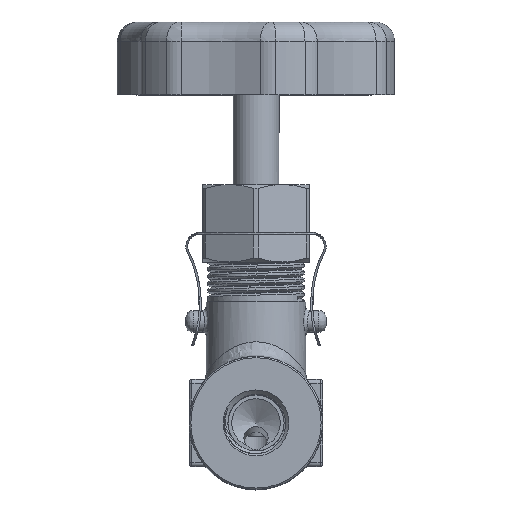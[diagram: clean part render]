
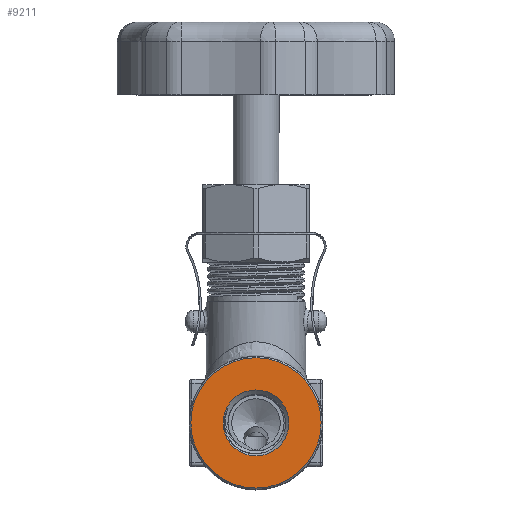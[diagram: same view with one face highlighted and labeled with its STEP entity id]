
A CAD part, top view. The second image highlights one B-rep face of the part: STEP entity #9211.
In plain terms, the highlighted planar face has unit normal (0, 0, 1).
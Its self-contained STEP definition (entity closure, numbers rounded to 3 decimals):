
#249=FACE_BOUND('',#1774,.T.);
#341=PLANE('',#10083);
#536=CIRCLE('',#9890,6.8);
#537=CIRCLE('',#9891,6.8);
#635=CIRCLE('',#10084,13.45);
#636=CIRCLE('',#10085,13.45);
#1220=FACE_OUTER_BOUND('',#1773,.T.);
#1773=EDGE_LOOP('',(#6994,#6995));
#1774=EDGE_LOOP('',(#6996,#6997));
#3675=VERTEX_POINT('',#24941);
#3676=VERTEX_POINT('',#24943);
#3867=VERTEX_POINT('',#30920);
#3868=VERTEX_POINT('',#30921);
#4691=EDGE_CURVE('',#3676,#3675,#536,.T.);
#4692=EDGE_CURVE('',#3675,#3676,#537,.T.);
#4994=EDGE_CURVE('',#3867,#3868,#635,.T.);
#4995=EDGE_CURVE('',#3868,#3867,#636,.T.);
#6994=ORIENTED_EDGE('',*,*,#4994,.F.);
#6995=ORIENTED_EDGE('',*,*,#4995,.F.);
#6996=ORIENTED_EDGE('',*,*,#4691,.T.);
#6997=ORIENTED_EDGE('',*,*,#4692,.T.);
#9211=ADVANCED_FACE('',(#1220,#249),#341,.T.);
#9890=AXIS2_PLACEMENT_3D('',#24944,#11081,#11082);
#9891=AXIS2_PLACEMENT_3D('',#24945,#11083,#11084);
#10083=AXIS2_PLACEMENT_3D('',#30919,#11631,#11632);
#10084=AXIS2_PLACEMENT_3D('',#30922,#11633,#11634);
#10085=AXIS2_PLACEMENT_3D('',#30923,#11635,#11636);
#11081=DIRECTION('center_axis',(0.,0.,-1.));
#11082=DIRECTION('ref_axis',(0.,-1.,0.));
#11083=DIRECTION('center_axis',(0.,0.,-1.));
#11084=DIRECTION('ref_axis',(0.,-1.,0.));
#11631=DIRECTION('center_axis',(0.,0.,1.));
#11632=DIRECTION('ref_axis',(1.,0.,0.));
#11633=DIRECTION('center_axis',(0.,0.,-1.));
#11634=DIRECTION('ref_axis',(1.,0.,0.));
#11635=DIRECTION('center_axis',(0.,0.,-1.));
#11636=DIRECTION('ref_axis',(1.,0.,0.));
#24941=CARTESIAN_POINT('',(0.,6.8,29.5));
#24943=CARTESIAN_POINT('',(0.,-6.8,29.5));
#24944=CARTESIAN_POINT('Origin',(0.,0.,29.5));
#24945=CARTESIAN_POINT('Origin',(0.,0.,29.5));
#30919=CARTESIAN_POINT('Origin',(0.,13.45,29.5));
#30920=CARTESIAN_POINT('',(0.,13.45,29.5));
#30921=CARTESIAN_POINT('',(0.,-13.45,29.5));
#30922=CARTESIAN_POINT('Origin',(0.,0.,29.5));
#30923=CARTESIAN_POINT('Origin',(0.,0.,29.5));
